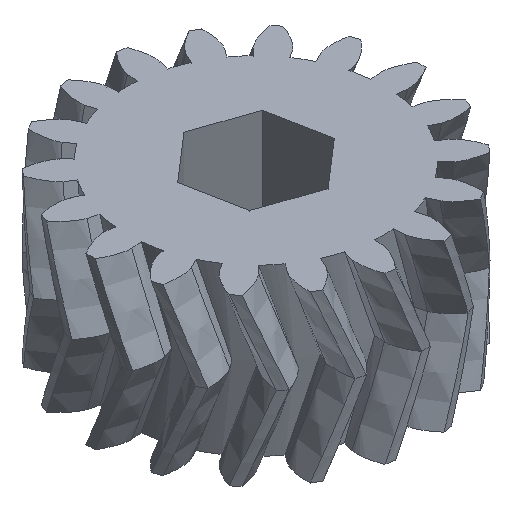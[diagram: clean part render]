
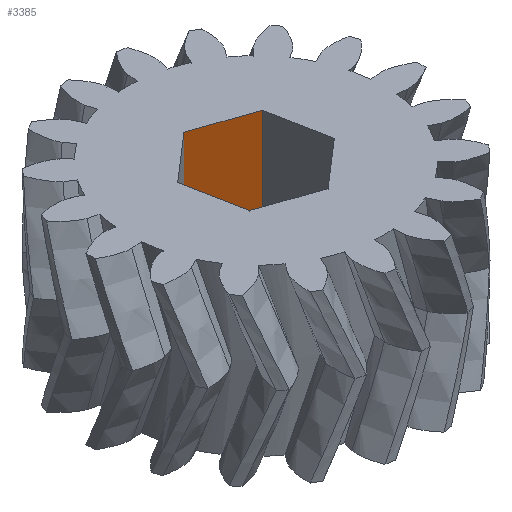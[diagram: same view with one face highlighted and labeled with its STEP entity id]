
A CAD part, isometric view. The second image highlights one B-rep face of the part: STEP entity #3385.
In plain terms, the highlighted planar face has unit normal (-0.326, -0.945, 0).
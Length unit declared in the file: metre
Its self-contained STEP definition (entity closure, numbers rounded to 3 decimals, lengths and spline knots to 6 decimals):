
#611=FACE_OUTER_BOUND('',#817,.T.);
#817=EDGE_LOOP('',(#2261,#2262,#2263,#2264));
#1025=LINE('',#4400,#1187);
#1026=LINE('',#4402,#1188);
#1027=LINE('',#4404,#1189);
#1028=LINE('',#4405,#1190);
#1187=VECTOR('',#3824,0.01);
#1188=VECTOR('',#3825,0.01);
#1189=VECTOR('',#3826,0.01);
#1190=VECTOR('',#3827,0.01);
#1349=VERTEX_POINT('',#4398);
#1350=VERTEX_POINT('',#4399);
#1351=VERTEX_POINT('',#4401);
#1352=VERTEX_POINT('',#4403);
#1703=EDGE_CURVE('',#1349,#1350,#1025,.T.);
#1704=EDGE_CURVE('',#1351,#1349,#1026,.T.);
#1705=EDGE_CURVE('',#1352,#1351,#1027,.T.);
#1706=EDGE_CURVE('',#1352,#1350,#1028,.T.);
#2261=ORIENTED_EDGE('',*,*,#1703,.F.);
#2262=ORIENTED_EDGE('',*,*,#1704,.F.);
#2263=ORIENTED_EDGE('',*,*,#1705,.F.);
#2264=ORIENTED_EDGE('',*,*,#1706,.T.);
#3377=PLANE('',#3614);
#3385=ADVANCED_FACE('',(#611),#3377,.F.);
#3614=AXIS2_PLACEMENT_3D('',#4397,#3822,#3823);
#3822=DIRECTION('center_axis',(0.326,0.945,0.));
#3823=DIRECTION('ref_axis',(0.945,-0.326,0.));
#3824=DIRECTION('',(-0.945,0.326,0.));
#3825=DIRECTION('',(0.,0.,-1.));
#3826=DIRECTION('',(0.945,-0.326,0.));
#3827=DIRECTION('',(0.,0.,-1.));
#4397=CARTESIAN_POINT('Origin',(-0.001414,0.007299,
0.02));
#4398=CARTESIAN_POINT('',(0.005614,0.004874,0.));
#4399=CARTESIAN_POINT('',(-0.001414,0.007299,0.));
#4400=CARTESIAN_POINT('',(0.000343,0.006693,0.));
#4401=CARTESIAN_POINT('',(0.005614,0.004874,0.02));
#4402=CARTESIAN_POINT('',(0.005614,0.004874,0.02));
#4403=CARTESIAN_POINT('',(-0.001414,0.007299,0.02));
#4404=CARTESIAN_POINT('',(0.000343,0.006693,0.02));
#4405=CARTESIAN_POINT('',(-0.001414,0.007299,0.02));
